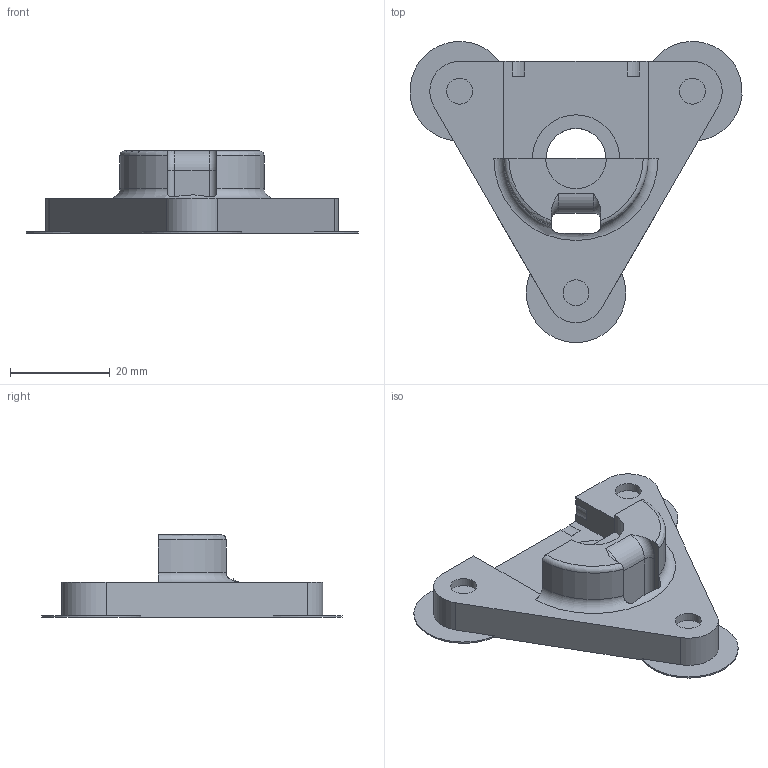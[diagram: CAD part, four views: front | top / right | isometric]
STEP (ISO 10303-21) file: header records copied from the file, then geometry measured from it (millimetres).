
FILE_DESCRIPTION(/* description */ ('Alibre Inc.'),/* implementation_level */ '2;1');
FILE_NAME(/* name */ 'export0',/* time_stamp */ '2015-07-05T23:13:04+12:00',/* author */ (''),/* organization */ (''),/* preprocessor_version */ 'ST-DEVELOPER v14',/* originating_system */ 'Alibre',/* authorisation */ '');
FILE_SCHEMA (('CONFIG_CONTROL_DESIGN'));
Length unit declared in the file: centimetre
Products named in the file (1): ID_1
Bounding box: 66.71 x 60.44 x 16.5 mm (x, y, z)
Volume: 10346.4 mm3; surface area: 7966.6 mm2
Topology: 1 solids, 1 shells, 112 faces, 286 edges, 185 vertices
Faces by surface type: plane 70, cylinder 32, torus 10
Full cylindrical faces by diameter (mm): 3.5 x4, 5.2 x3, 12 x1
Entity records: 3494 total; most frequent: CARTESIAN_POINT 831, ORIENTED_EDGE 546, DIRECTION 457, EDGE_CURVE 273, VECTOR 183, LINE 183, VERTEX_POINT 181, AXIS2_PLACEMENT_3D 175
